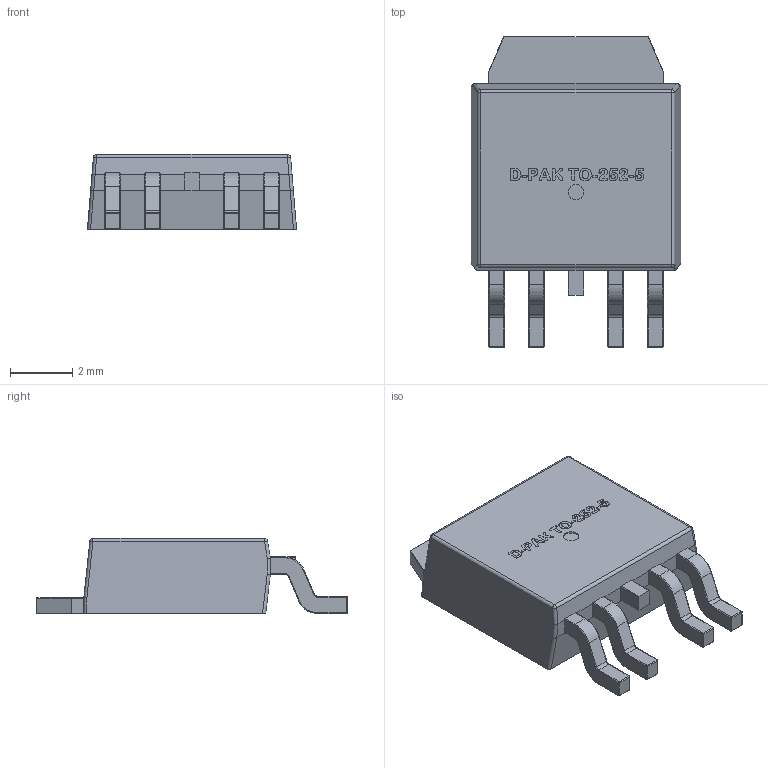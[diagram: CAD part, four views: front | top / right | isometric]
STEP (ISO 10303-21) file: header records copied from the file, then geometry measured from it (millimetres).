
FILE_DESCRIPTION(/* description */ (''),/* implementation_level */ '2;1');
FILE_NAME(/* name */ 'TO252-5_DPAK-5 v2.step',/* time_stamp */ '2022-04-18T12:18:18-07:00',/* author */ (''),/* organization */ (''),/* preprocessor_version */ 'ST-DEVELOPER v18.1',/* originating_system */ 'Autodesk Translation Framework v10.14.0.1471',/* authorisation */ '');
FILE_SCHEMA (('AUTOMOTIVE_DESIGN { 1 0 10303 214 3 1 1 }'));
Length unit declared in the file: millimetre
Products named in the file (1): TO252-5_DPAK-5
Bounding box: 6.7 x 9.95 x 2.41 mm (x, y, z)
Volume: 98.8 mm3; surface area: 178 mm2
Topology: 1 solids, 1 shells, 435 faces, 1092 edges, 678 vertices
Faces by surface type: plane 144, bspline 123, cylinder 112, torus 32, sphere 24
Full cylindrical faces by diameter (mm): 0.5 x1
Entity records: 18661 total; most frequent: CARTESIAN_POINT 8449, ORIENTED_EDGE 2184, DIRECTION 1730, EDGE_CURVE 1092, VERTEX_POINT 678, LINE 588, VECTOR 588, AXIS2_PLACEMENT_3D 571
